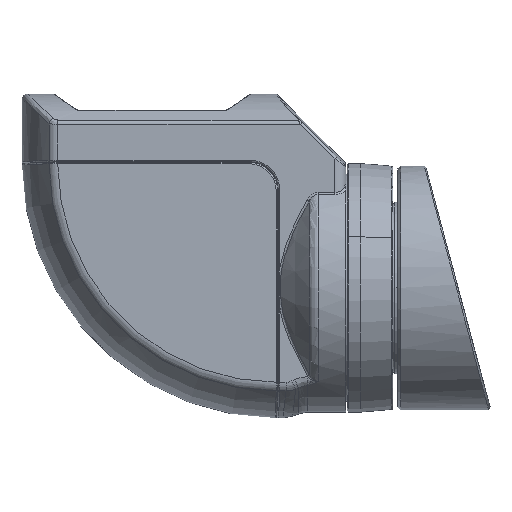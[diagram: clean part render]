
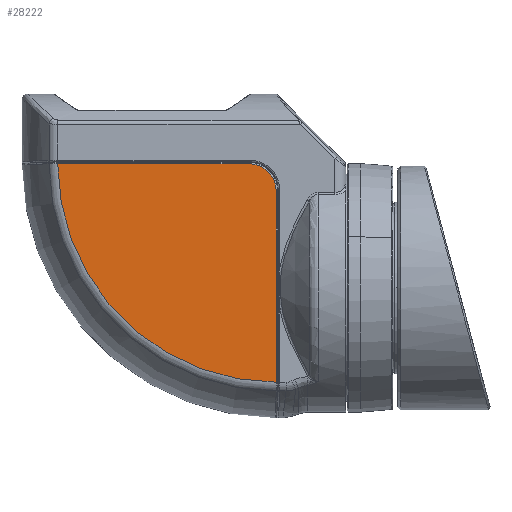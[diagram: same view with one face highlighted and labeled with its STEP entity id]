
A CAD part, left-side view. The second image highlights one B-rep face of the part: STEP entity #28222.
In plain terms, the highlighted face is planar.
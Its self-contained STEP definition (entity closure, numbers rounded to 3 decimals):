
#230 = CARTESIAN_POINT ( 'NONE',  ( -10., 0.194, 59. ) ) ;
#234 = ORIENTED_EDGE ( 'NONE', *, *, #21834, .T. ) ;
#293 = CARTESIAN_POINT ( 'NONE',  ( -0.194, 79.105, 59. ) ) ;
#1296 = DIRECTION ( 'NONE',  ( 0., 0., -1. ) ) ;
#1778 = CARTESIAN_POINT ( 'NONE',  ( -10., 10., 59. ) ) ;
#3117 = EDGE_LOOP ( 'NONE', ( #35872, #234, #11251, #30038 ) ) ;
#4247 = PLANE ( 'NONE',  #14792 ) ;
#4848 = DIRECTION ( 'NONE',  ( 0., 1., 0. ) ) ;
#6548 = VERTEX_POINT ( 'NONE', #7042 ) ;
#6846 = VERTEX_POINT ( 'NONE', #36046 ) ;
#7042 = CARTESIAN_POINT ( 'NONE',  ( -79.105, 0.194, 59. ) ) ;
#11251 = ORIENTED_EDGE ( 'NONE', *, *, #37778, .T. ) ;
#11358 = CARTESIAN_POINT ( 'NONE',  ( 0., 0., 59. ) ) ;
#11927 = FACE_OUTER_BOUND ( 'NONE', #3117, .T. ) ;
#12018 = CARTESIAN_POINT ( 'NONE',  ( 0., 0.194, 59. ) ) ;
#12256 = AXIS2_PLACEMENT_3D ( 'NONE', #1778, #23154, #4848 ) ;
#13698 = VERTEX_POINT ( 'NONE', #230 ) ;
#14411 = DIRECTION ( 'NONE',  ( 1., 0., 0. ) ) ;
#14792 = AXIS2_PLACEMENT_3D ( 'NONE', #34867, #1296, #22675 ) ;
#15038 = DIRECTION ( 'NONE',  ( 0., 1., 0. ) ) ;
#15773 = AXIS2_PLACEMENT_3D ( 'NONE', #11358, #32768, #14411 ) ;
#16408 = EDGE_CURVE ( 'NONE', #6846, #26419, #23525, .T. ) ;
#21834 = EDGE_CURVE ( 'NONE', #6548, #13698, #25478, .T. ) ;
#22675 = DIRECTION ( 'NONE',  ( 1., 0., 0. ) ) ;
#23154 = DIRECTION ( 'NONE',  ( 0., 0., 1. ) ) ;
#23525 = LINE ( 'NONE', #36481, #32626 ) ;
#24469 = DIRECTION ( 'NONE',  ( 1., 0., 0. ) ) ;
#25478 = LINE ( 'NONE', #12018, #26457 ) ;
#26419 = VERTEX_POINT ( 'NONE', #293 ) ;
#26457 = VECTOR ( 'NONE', #24469, 1000. ) ;
#27693 = CIRCLE ( 'NONE', #12256, 9.806 ) ;
#27720 = EDGE_CURVE ( 'NONE', #6548, #26419, #28718, .T. ) ;
#28222 = ADVANCED_FACE ( 'NONE', ( #11927 ), #4247, .F. ) ;
#28718 = CIRCLE ( 'NONE', #15773, 79.105 ) ;
#30038 = ORIENTED_EDGE ( 'NONE', *, *, #16408, .T. ) ;
#32626 = VECTOR ( 'NONE', #15038, 1000. ) ;
#32768 = DIRECTION ( 'NONE',  ( 0., 0., -1. ) ) ;
#34867 = CARTESIAN_POINT ( 'NONE',  ( 0., 95., 59. ) ) ;
#35872 = ORIENTED_EDGE ( 'NONE', *, *, #27720, .F. ) ;
#36046 = CARTESIAN_POINT ( 'NONE',  ( -0.194, 10., 59. ) ) ;
#36481 = CARTESIAN_POINT ( 'NONE',  ( -0.194, 95., 59. ) ) ;
#37778 = EDGE_CURVE ( 'NONE', #13698, #6846, #27693, .T. ) ;
